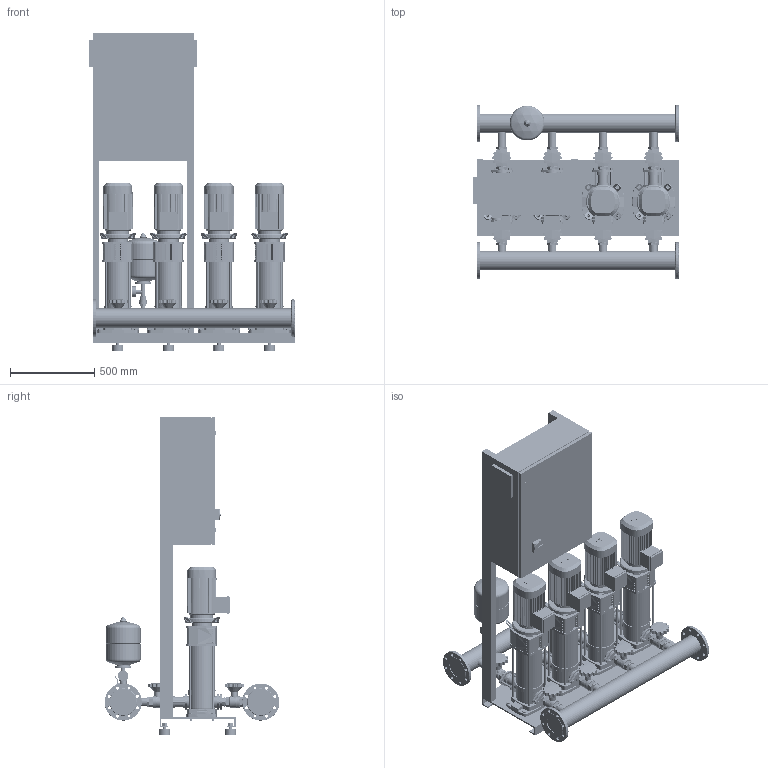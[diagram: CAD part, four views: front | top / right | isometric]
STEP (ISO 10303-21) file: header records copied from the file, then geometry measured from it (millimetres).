
FILE_DESCRIPTION((''),'2;1');
FILE_NAME('3d_COR-4HELIXV1604_K_CC-01-2532276.stp','2016-01-22T13:29:01',(''),(''),'Mechanical Desktop 2009','Mechanical Desktop 2009',', , ');
FILE_SCHEMA(('CONFIG_CONTROL_DESIGN'));
Length unit declared in the file: millimetre
Products named in the file (1): Product
Bounding box: 1220 x 1036 x 1885 mm (x, y, z)
Volume: 260534993.9 mm3; surface area: 12588705.1 mm2
Topology: 202 solids, 202 shells, 5827 faces, 14879 edges, 9700 vertices
Faces by surface type: plane 2170, cylinder 1756, bspline 1443, cone 312, torus 120, sphere 26
Entity records: 191321 total; most frequent: CARTESIAN_POINT 50734, ORIENTED_EDGE 29710, DIRECTION 28171, EDGE_CURVE 14855, AXIS2_PLACEMENT_3D 9807, VERTEX_POINT 9694, VECTOR 8557, LINE 8557
